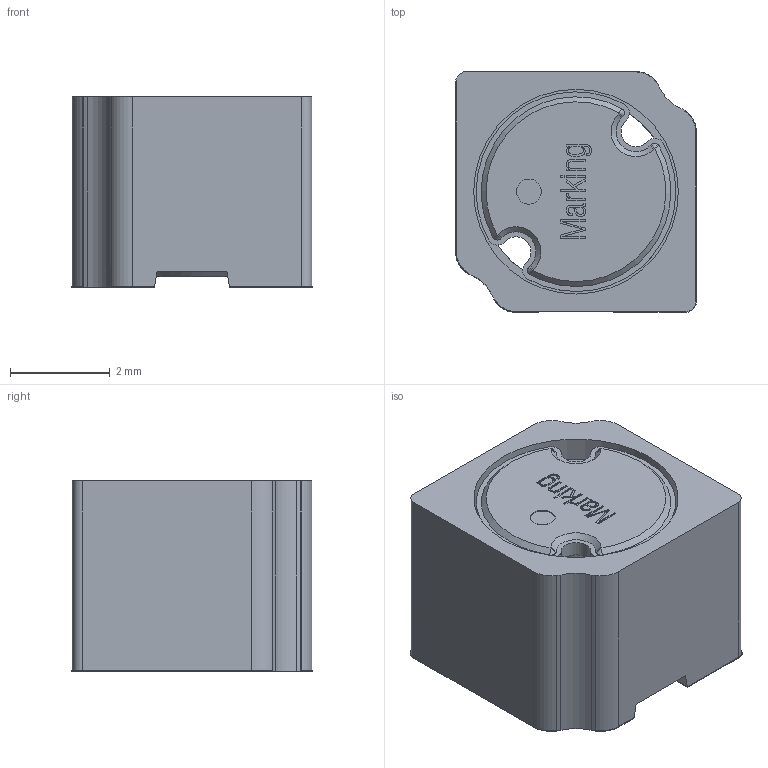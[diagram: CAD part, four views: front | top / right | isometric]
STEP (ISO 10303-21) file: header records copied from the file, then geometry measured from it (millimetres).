
FILE_DESCRIPTION(/* description */ ('Unknown'),/* implementation_level */ '2;1');
FILE_NAME(/* name */ 'L_Wurth_WE-SPC_4838',/* time_stamp */ '2022-03-08T13:30:24+08:00',/* author */ ('Unknown'),/* organization */ ('Unknown'),/* preprocessor_version */ 'ST-DEVELOPER v16.7',/* originating_system */ 'Solid Edge',/* authorisation */ 'Unknown');
FILE_SCHEMA (('AUTOMOTIVE_DESIGN {1 0 10303 214 3 1 1}'));
Length unit declared in the file: millimetre
Products named in the file (2): L_Wurth_WE-SPC_4838
Assembly tree (1 placements, depth 2):
  L_Wurth_WE-SPC_4838
    L_Wurth_WE-SPC_4838
Bounding box: 4.82 x 4.82 x 3.81 mm (x, y, z)
Volume: 52.9 mm3; surface area: 189 mm2
Topology: 2 solids, 2 shells, 183 faces, 476 edges, 309 vertices
Faces by surface type: plane 125, cylinder 36, bspline 11, cone 9, torus 2
Full cylindrical faces by diameter (mm): 0.5 x1, 1.8 x1, 2.8 x1, 3.8 x1, 4.1 x1
Entity records: 6173 total; most frequent: CARTESIAN_POINT 1342, ORIENTED_EDGE 924, DIRECTION 887, EDGE_CURVE 462, LINE 341, VECTOR 341, VERTEX_POINT 308, AXIS2_PLACEMENT_3D 273
